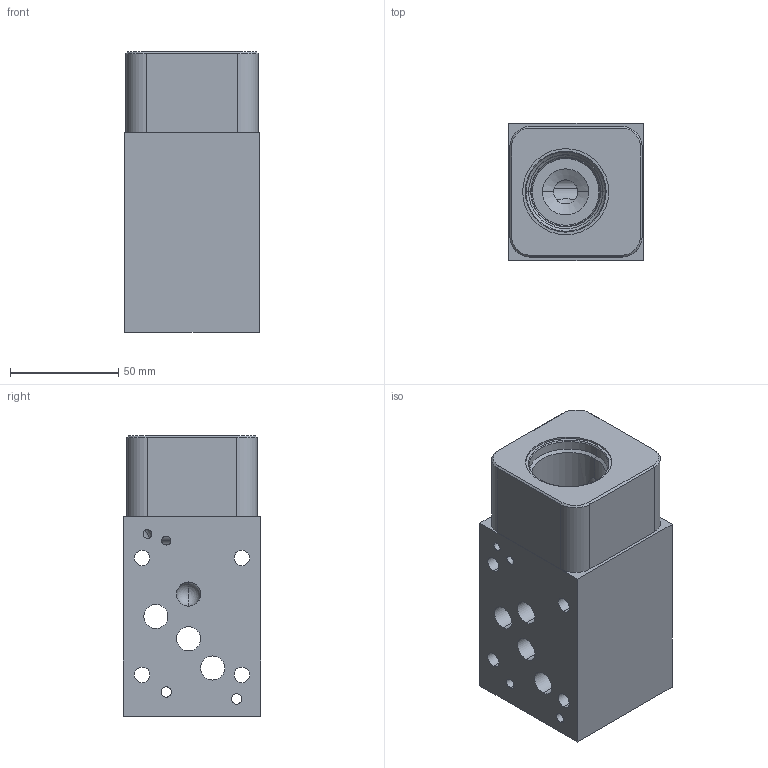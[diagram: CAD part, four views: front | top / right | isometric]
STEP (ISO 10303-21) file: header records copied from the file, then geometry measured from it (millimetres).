
FILE_DESCRIPTION((''),'2;1');
FILE_NAME('DJE_ASM','2022-03-02T',('ProEService'),(''),'PRO/ENGINEER BY PARAMETRIC TECHNOLOGY CORPORATION, 2014200','PRO/ENGINEER BY PARAMETRIC TECHNOLOGY CORPORATION, 2014200','');
FILE_SCHEMA(('CONFIG_CONTROL_DESIGN'));
Length unit declared in the file: inch
Products named in the file (2): 151-633; DJE_ASM
Assembly tree (1 placements, depth 2):
  DJE_ASM
    151-633
Bounding box: 61.93 x 63.5 x 129.39 mm (x, y, z)
Volume: 397842.4 mm3; surface area: 63038.1 mm2
Topology: 1 solids, 1 shells, 109 faces, 517 edges, 518 vertices
Faces by surface type: cylinder 56, cone 29, plane 17, sphere 5, torus 2
Entity records: 5709 total; most frequent: CARTESIAN_POINT 1707, DIRECTION 826, ORIENTED_EDGE 588, VECTOR 330, LINE 330, EDGE_CURVE 294, AXIS2_PLACEMENT_3D 248, TRIMMED_CURVE 217
